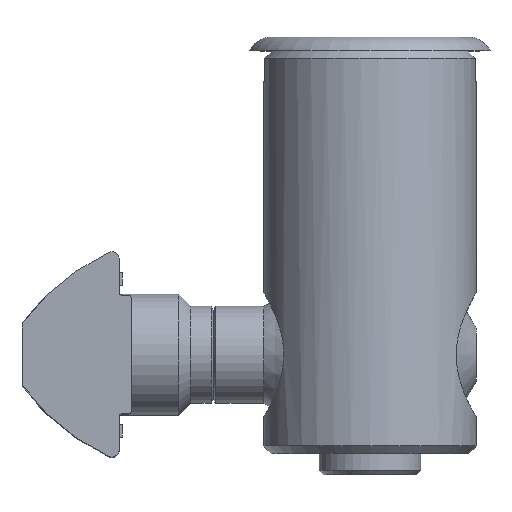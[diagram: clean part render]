
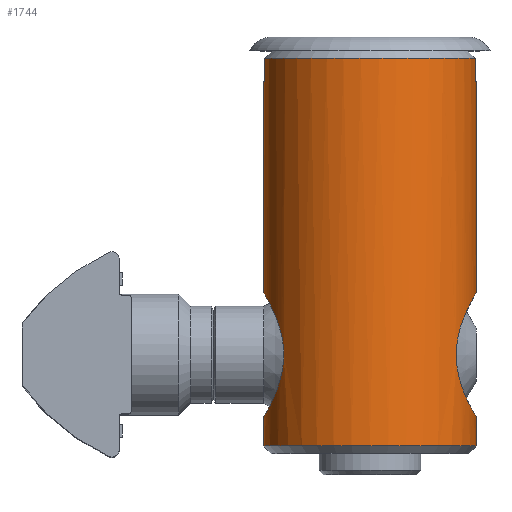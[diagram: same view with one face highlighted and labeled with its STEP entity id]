
A CAD part, top view. The second image highlights one B-rep face of the part: STEP entity #1744.
In plain terms, the highlighted cylindrical face has radius 7 mm (diameter 14 mm), a full revolution.
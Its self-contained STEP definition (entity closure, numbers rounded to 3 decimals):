
#37=B_SPLINE_CURVE_WITH_KNOTS('',3,(#3070,#3071,#3072,#3073,#3074,#3075,
#3076,#3077,#3078,#3079,#3080,#3081,#3082,#3083,#3084,#3085,#3086,#3087,
#3088),.UNSPECIFIED.,.T.,.F.,(1,1,1,1,1,1,1,1,1,1,1,1,1,1,1,1,1,1,1,1,1,
1,1),(-0.005,-0.003,-0.002,0.,
0.002,0.003,0.005,0.007,
0.008,0.01,0.011,0.013,
0.015,0.016,0.018,0.02,
0.021,0.023,0.025,0.026,
0.028,0.03,0.031),.UNSPECIFIED.);
#38=B_SPLINE_CURVE_WITH_KNOTS('',3,(#3090,#3091,#3092,#3093,#3094,#3095,
#3096,#3097,#3098,#3099,#3100,#3101,#3102,#3103,#3104,#3105,#3106,#3107,
#3108),.UNSPECIFIED.,.T.,.F.,(1,1,1,1,1,1,1,1,1,1,1,1,1,1,1,1,1,1,1,1,1,
1,1),(-0.005,-0.003,-0.002,0.,
0.002,0.003,0.005,0.007,
0.008,0.01,0.011,0.013,
0.015,0.016,0.018,0.02,
0.021,0.023,0.025,0.026,
0.028,0.03,0.031),.UNSPECIFIED.);
#106=CYLINDRICAL_SURFACE('',#1987,7.);
#234=LINE('',#3110,#356);
#235=LINE('',#3115,#357);
#236=LINE('',#3119,#358);
#237=LINE('',#3123,#359);
#356=VECTOR('',#2462,1000.);
#357=VECTOR('',#2465,1000.);
#358=VECTOR('',#2468,1000.);
#359=VECTOR('',#2471,1000.);
#748=ORIENTED_EDGE('',*,*,#1017,.F.);
#749=ORIENTED_EDGE('',*,*,#1018,.F.);
#750=ORIENTED_EDGE('',*,*,#1019,.F.);
#751=ORIENTED_EDGE('',*,*,#1020,.F.);
#752=ORIENTED_EDGE('',*,*,#1021,.F.);
#753=ORIENTED_EDGE('',*,*,#1022,.F.);
#754=ORIENTED_EDGE('',*,*,#1023,.T.);
#755=ORIENTED_EDGE('',*,*,#1024,.F.);
#756=ORIENTED_EDGE('',*,*,#1025,.F.);
#757=ORIENTED_EDGE('',*,*,#1026,.F.);
#758=ORIENTED_EDGE('',*,*,#1027,.T.);
#1017=EDGE_CURVE('',#1188,#1188,#1275,.T.);
#1018=EDGE_CURVE('',#1189,#1189,#37,.T.);
#1019=EDGE_CURVE('',#1190,#1190,#38,.T.);
#1020=EDGE_CURVE('',#1191,#1192,#234,.F.);
#1021=EDGE_CURVE('',#1193,#1191,#1276,.T.);
#1022=EDGE_CURVE('',#1194,#1193,#235,.T.);
#1023=EDGE_CURVE('',#1194,#1195,#1277,.T.);
#1024=EDGE_CURVE('',#1196,#1195,#236,.F.);
#1025=EDGE_CURVE('',#1197,#1196,#1278,.T.);
#1026=EDGE_CURVE('',#1198,#1197,#237,.T.);
#1027=EDGE_CURVE('',#1198,#1192,#1279,.T.);
#1188=VERTEX_POINT('',#3069);
#1189=VERTEX_POINT('',#3089);
#1190=VERTEX_POINT('',#3109);
#1191=VERTEX_POINT('',#3111);
#1192=VERTEX_POINT('',#3112);
#1193=VERTEX_POINT('',#3114);
#1194=VERTEX_POINT('',#3116);
#1195=VERTEX_POINT('',#3118);
#1196=VERTEX_POINT('',#3120);
#1197=VERTEX_POINT('',#3122);
#1198=VERTEX_POINT('',#3124);
#1275=CIRCLE('',#1988,7.);
#1276=CIRCLE('',#1989,7.);
#1277=CIRCLE('',#1990,7.);
#1278=CIRCLE('',#1991,7.);
#1279=CIRCLE('',#1992,7.);
#1410=EDGE_LOOP('',(#748));
#1411=EDGE_LOOP('',(#749));
#1412=EDGE_LOOP('',(#750));
#1413=EDGE_LOOP('',(#751,#752,#753,#754,#755,#756,#757,#758));
#1563=FACE_BOUND('',#1410,.T.);
#1564=FACE_BOUND('',#1411,.T.);
#1565=FACE_BOUND('',#1412,.T.);
#1566=FACE_BOUND('',#1413,.T.);
#1744=ADVANCED_FACE('',(#1563,#1564,#1565,#1566),#106,.T.);
#1987=AXIS2_PLACEMENT_3D('',#3067,#2458,#2459);
#1988=AXIS2_PLACEMENT_3D('',#3068,#2460,#2461);
#1989=AXIS2_PLACEMENT_3D('',#3113,#2463,#2464);
#1990=AXIS2_PLACEMENT_3D('',#3117,#2466,#2467);
#1991=AXIS2_PLACEMENT_3D('',#3121,#2469,#2470);
#1992=AXIS2_PLACEMENT_3D('',#3125,#2472,#2473);
#2458=DIRECTION('',(1.,0.,0.));
#2459=DIRECTION('',(0.,0.,-1.));
#2460=DIRECTION('',(1.,0.,0.));
#2461=DIRECTION('',(0.,0.,-1.));
#2462=DIRECTION('',(1.,0.,0.));
#2463=DIRECTION('',(-1.,0.,0.));
#2464=DIRECTION('',(0.,0.,1.));
#2465=DIRECTION('',(1.,0.,0.));
#2466=DIRECTION('',(1.,0.,0.));
#2467=DIRECTION('',(0.,0.,-1.));
#2468=DIRECTION('',(1.,0.,0.));
#2469=DIRECTION('',(-1.,0.,0.));
#2470=DIRECTION('',(0.,0.,1.));
#2471=DIRECTION('',(1.,0.,0.));
#2472=DIRECTION('',(1.,0.,0.));
#2473=DIRECTION('',(0.,0.,-1.));
#3067=CARTESIAN_POINT('',(28.8,0.,0.));
#3068=CARTESIAN_POINT('',(26.9,0.,0.));
#3069=CARTESIAN_POINT('',(26.9,0.,-7.));
#3070=CARTESIAN_POINT('',(24.771,6.862,1.649));
#3071=CARTESIAN_POINT('',(25.114,7.069,-0.001));
#3072=CARTESIAN_POINT('',(24.772,6.863,-1.647));
#3073=CARTESIAN_POINT('',(23.863,6.377,-2.974));
#3074=CARTESIAN_POINT('',(22.553,5.85,-3.867));
#3075=CARTESIAN_POINT('',(20.907,5.586,-4.215));
#3076=CARTESIAN_POINT('',(19.262,5.846,-3.874));
#3077=CARTESIAN_POINT('',(17.941,6.375,-2.98));
#3078=CARTESIAN_POINT('',(17.033,6.86,-1.657));
#3079=CARTESIAN_POINT('',(16.686,7.069,-0.014));
#3080=CARTESIAN_POINT('',(17.024,6.865,1.639));
#3081=CARTESIAN_POINT('',(17.932,6.379,2.97));
#3082=CARTESIAN_POINT('',(19.244,5.851,3.866));
#3083=CARTESIAN_POINT('',(20.895,5.586,4.215));
#3084=CARTESIAN_POINT('',(22.539,5.846,3.874));
#3085=CARTESIAN_POINT('',(23.863,6.376,2.976));
#3086=CARTESIAN_POINT('',(24.771,6.862,1.649));
#3087=CARTESIAN_POINT('',(25.114,7.069,-0.001));
#3088=CARTESIAN_POINT('',(24.772,6.863,-1.647));
#3089=CARTESIAN_POINT('',(25.,7.,0.));
#3090=CARTESIAN_POINT('',(19.251,-5.849,-3.87));
#3091=CARTESIAN_POINT('',(20.902,-5.586,-4.215));
#3092=CARTESIAN_POINT('',(22.542,-5.847,-3.872));
#3093=CARTESIAN_POINT('',(23.861,-6.376,-2.977));
#3094=CARTESIAN_POINT('',(24.767,-6.86,-1.655));
#3095=CARTESIAN_POINT('',(25.114,-7.069,-0.016));
#3096=CARTESIAN_POINT('',(24.776,-6.865,1.639));
#3097=CARTESIAN_POINT('',(23.868,-6.379,2.969));
#3098=CARTESIAN_POINT('',(22.558,-5.852,3.865));
#3099=CARTESIAN_POINT('',(20.914,-5.586,4.215));
#3100=CARTESIAN_POINT('',(19.263,-5.845,3.875));
#3101=CARTESIAN_POINT('',(17.942,-6.374,2.98));
#3102=CARTESIAN_POINT('',(17.033,-6.86,1.657));
#3103=CARTESIAN_POINT('',(16.685,-7.069,0.012));
#3104=CARTESIAN_POINT('',(17.025,-6.864,-1.644));
#3105=CARTESIAN_POINT('',(17.936,-6.377,-2.975));
#3106=CARTESIAN_POINT('',(19.251,-5.849,-3.87));
#3107=CARTESIAN_POINT('',(20.902,-5.586,-4.215));
#3108=CARTESIAN_POINT('',(22.542,-5.847,-3.872));
#3109=CARTESIAN_POINT('',(20.9,-5.674,-4.1));
#3110=CARTESIAN_POINT('',(28.8,6.928,-1.));
#3111=CARTESIAN_POINT('',(2.9,6.928,-1.));
#3112=CARTESIAN_POINT('',(1.4,6.928,-1.));
#3113=CARTESIAN_POINT('',(2.9,0.,0.));
#3114=CARTESIAN_POINT('',(2.9,6.928,1.));
#3115=CARTESIAN_POINT('',(28.8,6.928,1.));
#3116=CARTESIAN_POINT('',(1.4,6.928,1.));
#3117=CARTESIAN_POINT('',(1.4,0.,0.));
#3118=CARTESIAN_POINT('',(1.4,-6.928,1.));
#3119=CARTESIAN_POINT('',(28.8,-6.928,1.));
#3120=CARTESIAN_POINT('',(2.9,-6.928,1.));
#3121=CARTESIAN_POINT('',(2.9,0.,0.));
#3122=CARTESIAN_POINT('',(2.9,-6.928,-1.));
#3123=CARTESIAN_POINT('',(28.8,-6.928,-1.));
#3124=CARTESIAN_POINT('',(1.4,-6.928,-1.));
#3125=CARTESIAN_POINT('',(1.4,0.,0.));
